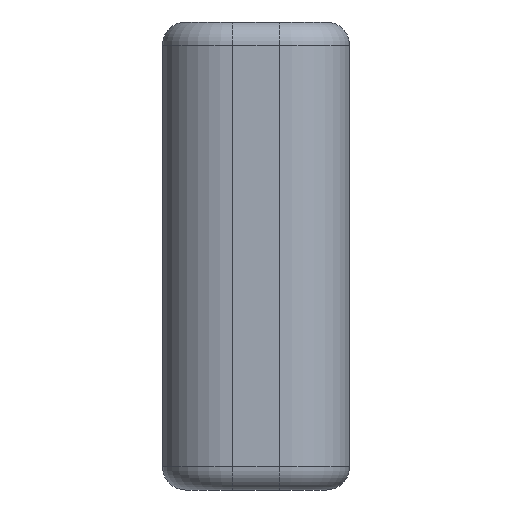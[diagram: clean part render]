
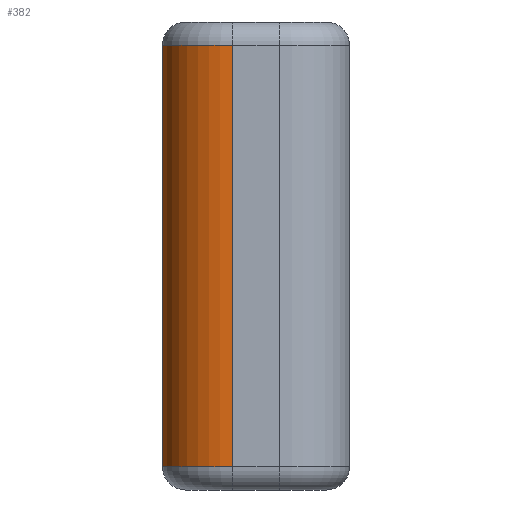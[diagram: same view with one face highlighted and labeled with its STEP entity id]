
A CAD part, left-side view. The second image highlights one B-rep face of the part: STEP entity #382.
In plain terms, the highlighted cylindrical face has radius 1.5 mm (diameter 3 mm), a partial arc.
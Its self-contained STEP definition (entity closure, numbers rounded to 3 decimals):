
#29=LINE('',#664,#53);
#32=LINE('',#670,#56);
#53=VECTOR('',#531,10.);
#56=VECTOR('',#536,10.);
#73=CYLINDRICAL_SURFACE('',#438,1.5);
#90=FACE_OUTER_BOUND('',#116,.T.);
#116=EDGE_LOOP('',(#289,#290,#291,#292));
#140=CIRCLE('',#423,1.5);
#149=CIRCLE('',#439,1.5);
#169=VERTEX_POINT('',#624);
#171=VERTEX_POINT('',#630);
#181=VERTEX_POINT('',#663);
#183=VERTEX_POINT('',#669);
#206=EDGE_CURVE('',#169,#171,#140,.T.);
#221=EDGE_CURVE('',#181,#171,#29,.T.);
#224=EDGE_CURVE('',#183,#169,#32,.T.);
#225=EDGE_CURVE('',#181,#183,#149,.T.);
#289=ORIENTED_EDGE('',*,*,#206,.F.);
#290=ORIENTED_EDGE('',*,*,#224,.F.);
#291=ORIENTED_EDGE('',*,*,#225,.F.);
#292=ORIENTED_EDGE('',*,*,#221,.T.);
#382=ADVANCED_FACE('',(#90),#73,.T.);
#423=AXIS2_PLACEMENT_3D('',#634,#495,#496);
#438=AXIS2_PLACEMENT_3D('',#668,#534,#535);
#439=AXIS2_PLACEMENT_3D('',#671,#537,#538);
#495=DIRECTION('center_axis',(0.,0.,1.));
#496=DIRECTION('ref_axis',(-0.707,0.707,0.));
#531=DIRECTION('',(0.,0.,1.));
#534=DIRECTION('center_axis',(0.,0.,1.));
#535=DIRECTION('ref_axis',(0.,1.,0.));
#536=DIRECTION('',(0.,0.,1.));
#537=DIRECTION('center_axis',(0.,0.,-1.));
#538=DIRECTION('ref_axis',(-0.707,0.707,0.));
#624=CARTESIAN_POINT('',(288.437,-5.715,25.51));
#630=CARTESIAN_POINT('',(286.937,-7.215,25.51));
#634=CARTESIAN_POINT('Origin',(288.437,-7.215,25.51));
#663=CARTESIAN_POINT('',(286.937,-7.215,16.51));
#664=CARTESIAN_POINT('',(286.937,-7.215,16.01));
#668=CARTESIAN_POINT('Origin',(288.437,-7.215,16.01));
#669=CARTESIAN_POINT('',(288.437,-5.715,16.51));
#670=CARTESIAN_POINT('',(288.437,-5.715,16.01));
#671=CARTESIAN_POINT('Origin',(288.437,-7.215,16.51));
